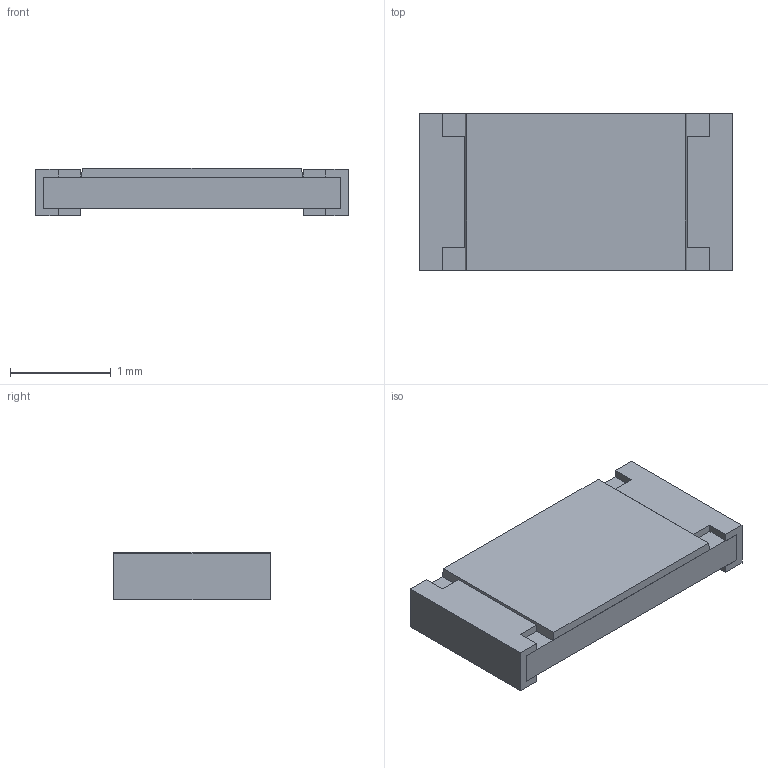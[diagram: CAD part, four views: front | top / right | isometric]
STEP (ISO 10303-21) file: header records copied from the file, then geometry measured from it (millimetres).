
FILE_DESCRIPTION (( 'STEP AP214' ), '1' );
FILE_NAME ('B0F005AD-AA50-4831-9C6B-568888428654.STEP', '2008-06-19T11:48:39', ( 'sysAdmin' ), ( 'SolidWorks' ), 'SwSTEP 2.0', 'SolidWorks 2008', '' );
FILE_SCHEMA (( 'AUTOMOTIVE_DESIGN' ));
Length unit declared in the file: millimetre
Products named in the file (1): B0F005AD-AA50-4831-9C6B-568888428654
Bounding box: 3.1 x 1.55 x 0.47 mm (x, y, z)
Volume: 2 mm3; surface area: 14.3 mm2
Topology: 1 solids, 1 shells, 51 faces, 136 edges, 88 vertices
Faces by surface type: plane 51
Entity records: 1668 total; most frequent: CARTESIAN_POINT 276, ORIENTED_EDGE 272, DIRECTION 240, EDGE_CURVE 136, VECTOR 136, LINE 136, VERTEX_POINT 88, EDGE_LOOP 52
